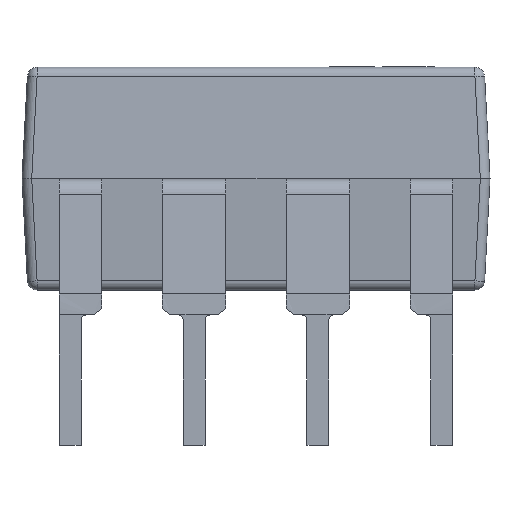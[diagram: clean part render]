
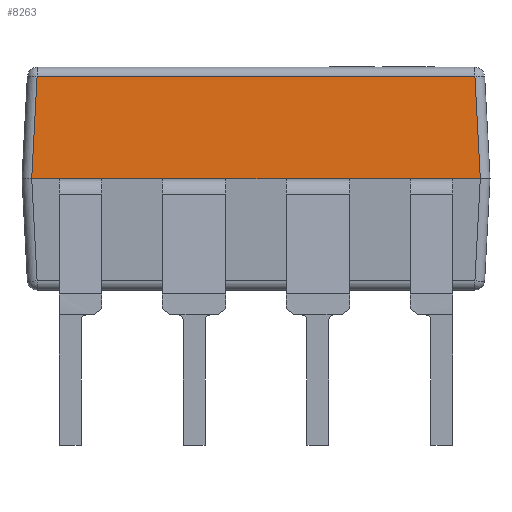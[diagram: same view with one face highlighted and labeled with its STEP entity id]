
A CAD part, front view. The second image highlights one B-rep face of the part: STEP entity #8263.
In plain terms, the highlighted planar face has unit normal (0, -0.999, 0.052).
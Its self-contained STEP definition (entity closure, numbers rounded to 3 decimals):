
#700 = LINE ( 'NONE', #4618, #10377 ) ;
#1320 = VECTOR ( 'NONE', #22086, 1000. ) ;
#1359 = ORIENTED_EDGE ( 'NONE', *, *, #2155, .T. ) ;
#2155 = EDGE_CURVE ( 'NONE', #5912, #4043, #9148, .T. ) ;
#3091 = CARTESIAN_POINT ( 'NONE',  ( 4.6, -3.2, 0. ) ) ;
#3160 = VECTOR ( 'NONE', #19509, 1000. ) ;
#4043 = VERTEX_POINT ( 'NONE', #11675 ) ;
#4542 = ORIENTED_EDGE ( 'NONE', *, *, #19056, .T. ) ;
#4618 = CARTESIAN_POINT ( 'NONE',  ( 4.8, -3.2, 0. ) ) ;
#5213 = ORIENTED_EDGE ( 'NONE', *, *, #7763, .T. ) ;
#5277 = DIRECTION ( 'NONE',  ( -0.052, 0.052, 0.997 ) ) ;
#5912 = VERTEX_POINT ( 'NONE', #3091 ) ;
#7136 = CARTESIAN_POINT ( 'NONE',  ( -4.6, -3.2, 0. ) ) ;
#7746 = DIRECTION ( 'NONE',  ( 0., -0.999, 0.052 ) ) ;
#7763 = EDGE_CURVE ( 'NONE', #4043, #20633, #18524, .T. ) ;
#8263 = ADVANCED_FACE ( 'NONE', ( #12276 ), #19289, .T. ) ;
#9148 = LINE ( 'NONE', #12420, #18258 ) ;
#10377 = VECTOR ( 'NONE', #22104, 1000. ) ;
#11675 = CARTESIAN_POINT ( 'NONE',  ( 4.49, -3.09, 2.095 ) ) ;
#12276 = FACE_OUTER_BOUND ( 'NONE', #19238, .T. ) ;
#12420 = CARTESIAN_POINT ( 'NONE',  ( 4.601, -3.201, -0.01 ) ) ;
#12502 = CARTESIAN_POINT ( 'NONE',  ( -4.575, -3.174, 0.49 ) ) ;
#12611 = VERTEX_POINT ( 'NONE', #7136 ) ;
#13040 = DIRECTION ( 'NONE',  ( 0., -0.052, -0.999 ) ) ;
#14829 = CARTESIAN_POINT ( 'NONE',  ( -4.68, -3.09, 2.095 ) ) ;
#15405 = EDGE_CURVE ( 'NONE', #12611, #5912, #700, .T. ) ;
#15443 = CARTESIAN_POINT ( 'NONE',  ( -4.49, -3.09, 2.095 ) ) ;
#15803 = LINE ( 'NONE', #12502, #3160 ) ;
#16726 = AXIS2_PLACEMENT_3D ( 'NONE', #20225, #7746, #13040 ) ;
#17810 = ORIENTED_EDGE ( 'NONE', *, *, #15405, .T. ) ;
#18258 = VECTOR ( 'NONE', #5277, 1000. ) ;
#18524 = LINE ( 'NONE', #14829, #1320 ) ;
#19056 = EDGE_CURVE ( 'NONE', #20633, #12611, #15803, .T. ) ;
#19238 = EDGE_LOOP ( 'NONE', ( #17810, #1359, #5213, #4542 ) ) ;
#19289 = PLANE ( 'NONE',  #16726 ) ;
#19509 = DIRECTION ( 'NONE',  ( -0.052, -0.052, -0.997 ) ) ;
#20225 = CARTESIAN_POINT ( 'NONE',  ( 4.8, -3.2, 0. ) ) ;
#20633 = VERTEX_POINT ( 'NONE', #15443 ) ;
#22086 = DIRECTION ( 'NONE',  ( -1., 0., 0. ) ) ;
#22104 = DIRECTION ( 'NONE',  ( 1., 0., 0. ) ) ;
